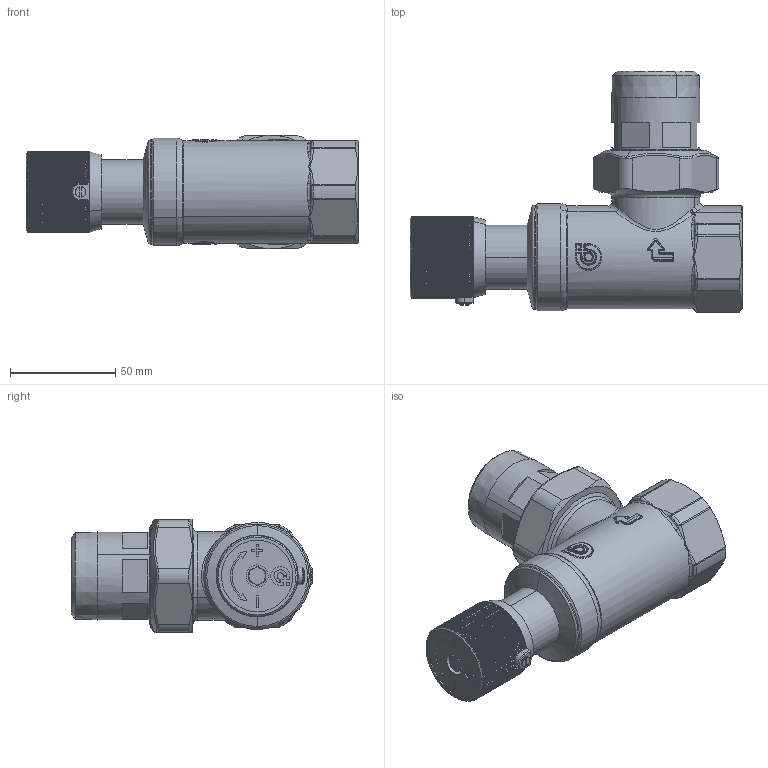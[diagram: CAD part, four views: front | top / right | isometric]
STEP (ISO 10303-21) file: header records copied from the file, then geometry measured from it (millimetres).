
FILE_DESCRIPTION(('CATIA V5 STEP Exchange','CAx-IF Rec.Pracs.--- Model Styling and Organization---1.4--- 2014-01-23','CAx-IF Rec.Pracs.---3D Tessellated Data Validation Properties---0.5---2014-09-14'),'2;1');
FILE_NAME('STEP_519703_-_TST.stp','2021-07-12T15:12:59+00:00',('none'),('none'),'CATIA Version 5-6 Release 2019 SP3','CATIA V5 STEP AP242 v1','none');
FILE_SCHEMA(('AP242_MANAGED_MODEL_BASED_3D_ENGINEERING_MIM_LF {1 0 10303 442 1 1 4}'));
Length unit declared in the file: millimetre
Products named in the file (1): 519703 - TST
Bounding box: 158 x 114.98 x 53.8 mm (x, y, z)
Volume: 329296.2 mm3; surface area: 43073 mm2
Topology: 1 solids, 1 shells, 1956 faces, 4984 edges, 2938 vertices
Faces by surface type: bspline 763, plane 612, cylinder 402, sphere 112, cone 47, torus 20
Entity records: 95514 total; most frequent: CARTESIAN_POINT 58231, ORIENTED_EDGE 9726, EDGE_CURVE 4863, DIRECTION 4088, VERTEX_POINT 2938, B_SPLINE_CURVE_WITH_KNOTS 2499, EDGE_LOOP 1985, ADVANCED_FACE 1956
